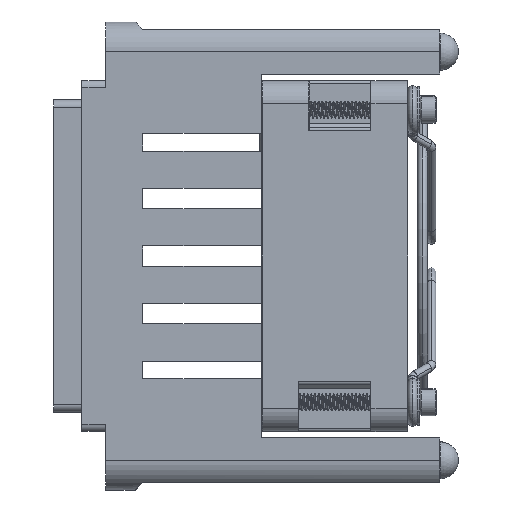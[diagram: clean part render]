
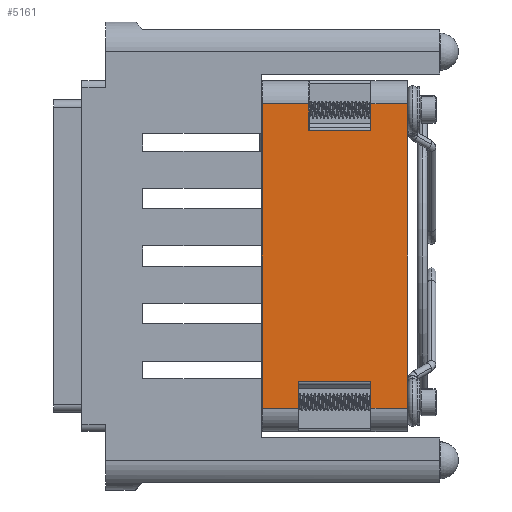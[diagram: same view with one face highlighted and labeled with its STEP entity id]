
A CAD part, left-side view. The second image highlights one B-rep face of the part: STEP entity #5161.
In plain terms, the highlighted planar face has unit normal (-1, 0, 0).
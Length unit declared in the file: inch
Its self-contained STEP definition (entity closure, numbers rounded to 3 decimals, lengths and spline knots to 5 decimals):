
#848 = EDGE_CURVE ( 'NONE', #55617, #8430, #76935, .T. ) ;
#1030 = LINE ( 'NONE', #30550, #22984 ) ;
#1305 = ORIENTED_EDGE ( 'NONE', *, *, #9182, .T. ) ;
#2538 = DIRECTION ( 'NONE',  ( 0., 0., -1. ) ) ;
#3049 = EDGE_CURVE ( 'NONE', #27623, #52073, #1030, .T. ) ;
#3183 = VECTOR ( 'NONE', #5451, 39.37008 ) ;
#3821 = ORIENTED_EDGE ( 'NONE', *, *, #43148, .T. ) ;
#5161 = ADVANCED_FACE ( 'NONE', ( #60275 ), #23459, .F. ) ;
#5451 = DIRECTION ( 'NONE',  ( 0., -1., 0. ) ) ;
#6696 = DIRECTION ( 'NONE',  ( 0., -1., 0. ) ) ;
#8430 = VERTEX_POINT ( 'NONE', #74539 ) ;
#9150 = VECTOR ( 'NONE', #24316, 39.37008 ) ;
#9182 = EDGE_CURVE ( 'NONE', #61015, #89225, #78107, .T. ) ;
#9995 = VECTOR ( 'NONE', #61976, 39.37008 ) ;
#13578 = VERTEX_POINT ( 'NONE', #29740 ) ;
#14337 = CARTESIAN_POINT ( 'NONE',  ( -1.1811, -1.29803, -0.84646 ) ) ;
#15316 = CARTESIAN_POINT ( 'NONE',  ( -1.1811, -1.78622, -0.84646 ) ) ;
#18202 = ORIENTED_EDGE ( 'NONE', *, *, #62033, .F. ) ;
#20296 = VECTOR ( 'NONE', #81083, 39.37008 ) ;
#20441 = EDGE_CURVE ( 'NONE', #47401, #88786, #39789, .T. ) ;
#20625 = VECTOR ( 'NONE', #80807, 39.37008 ) ;
#20767 = LINE ( 'NONE', #21244, #66074 ) ;
#21244 = CARTESIAN_POINT ( 'NONE',  ( -1.1811, -1.05, -1.02362 ) ) ;
#22651 = ORIENTED_EDGE ( 'NONE', *, *, #66425, .T. ) ;
#22984 = VECTOR ( 'NONE', #60114, 39.37008 ) ;
#23459 = PLANE ( 'NONE',  #85805 ) ;
#24316 = DIRECTION ( 'NONE',  ( 0., 0., -1. ) ) ;
#27524 = VERTEX_POINT ( 'NONE', #67420 ) ;
#27623 = VERTEX_POINT ( 'NONE', #50855 ) ;
#29740 = CARTESIAN_POINT ( 'NONE',  ( -1.1811, -1.78622, 0.84646 ) ) ;
#30550 = CARTESIAN_POINT ( 'NONE',  ( -1.1811, -1.29803, -1.02362 ) ) ;
#31032 = VECTOR ( 'NONE', #2538, 39.37008 ) ;
#35000 = DIRECTION ( 'NONE',  ( 0., 0., -1. ) ) ;
#35859 = EDGE_LOOP ( 'NONE', ( #53765, #60051, #22651, #18202, #1305, #59930, #41672, #3821, #82863, #84017, #37134, #37748 ) ) ;
#36510 = LINE ( 'NONE', #66085, #92104 ) ;
#37134 = ORIENTED_EDGE ( 'NONE', *, *, #51647, .T. ) ;
#37676 = LINE ( 'NONE', #43064, #20625 ) ;
#37748 = ORIENTED_EDGE ( 'NONE', *, *, #848, .F. ) ;
#39789 = LINE ( 'NONE', #91137, #9150 ) ;
#41545 = EDGE_CURVE ( 'NONE', #55617, #13578, #61153, .T. ) ;
#41661 = EDGE_CURVE ( 'NONE', #89225, #27623, #49025, .T. ) ;
#41672 = ORIENTED_EDGE ( 'NONE', *, *, #3049, .T. ) ;
#43064 = CARTESIAN_POINT ( 'NONE',  ( -1.1811, 0.4347, 0.84646 ) ) ;
#43148 = EDGE_CURVE ( 'NONE', #52073, #47401, #36510, .T. ) ;
#43828 = CARTESIAN_POINT ( 'NONE',  ( -1.1811, -1.05, -1.02362 ) ) ;
#45487 = CARTESIAN_POINT ( 'NONE',  ( -1.1811, -1.3689, 1.02362 ) ) ;
#46494 = CARTESIAN_POINT ( 'NONE',  ( -1.1811, -1.3689, 1.02362 ) ) ;
#47401 = VERTEX_POINT ( 'NONE', #15316 ) ;
#48086 = CARTESIAN_POINT ( 'NONE',  ( -1.1811, -1.05394, -1.02362 ) ) ;
#49025 = LINE ( 'NONE', #55344, #3183 ) ;
#50855 = CARTESIAN_POINT ( 'NONE',  ( -1.1811, -1.29803, -1.02362 ) ) ;
#51647 = EDGE_CURVE ( 'NONE', #54378, #8430, #81034, .T. ) ;
#52073 = VERTEX_POINT ( 'NONE', #14337 ) ;
#52480 = DIRECTION ( 'NONE',  ( 0., -1., 0. ) ) ;
#53765 = ORIENTED_EDGE ( 'NONE', *, *, #41545, .T. ) ;
#54378 = VERTEX_POINT ( 'NONE', #72438 ) ;
#55344 = CARTESIAN_POINT ( 'NONE',  ( -1.1811, -1.05, -1.02362 ) ) ;
#55617 = VERTEX_POINT ( 'NONE', #82996 ) ;
#57610 = VECTOR ( 'NONE', #35000, 39.37008 ) ;
#58218 = EDGE_CURVE ( 'NONE', #27524, #13578, #37676, .T. ) ;
#59930 = ORIENTED_EDGE ( 'NONE', *, *, #41661, .T. ) ;
#60051 = ORIENTED_EDGE ( 'NONE', *, *, #58218, .F. ) ;
#60114 = DIRECTION ( 'NONE',  ( 0., 0., 1. ) ) ;
#60275 = FACE_OUTER_BOUND ( 'NONE', #35859, .T. ) ;
#60385 = CARTESIAN_POINT ( 'NONE',  ( -1.1811, -1.05394, -1.02362 ) ) ;
#61015 = VERTEX_POINT ( 'NONE', #82957 ) ;
#61153 = LINE ( 'NONE', #81163, #31032 ) ;
#61976 = DIRECTION ( 'NONE',  ( 0., 0., 1. ) ) ;
#62033 = EDGE_CURVE ( 'NONE', #61015, #76127, #82024, .T. ) ;
#62409 = DIRECTION ( 'NONE',  ( 0., -1., 0. ) ) ;
#66074 = VECTOR ( 'NONE', #6696, 39.37008 ) ;
#66085 = CARTESIAN_POINT ( 'NONE',  ( -1.1811, 0.4347, -0.84646 ) ) ;
#66425 = EDGE_CURVE ( 'NONE', #27524, #76127, #84721, .T. ) ;
#66581 = CARTESIAN_POINT ( 'NONE',  ( -1.1811, -1.05, 1.02362 ) ) ;
#67420 = CARTESIAN_POINT ( 'NONE',  ( -1.1811, -1.3689, 0.84646 ) ) ;
#72417 = CARTESIAN_POINT ( 'NONE',  ( -1.1811, -1.78622, -1.02362 ) ) ;
#72438 = CARTESIAN_POINT ( 'NONE',  ( -1.1811, -2.03031, -1.02362 ) ) ;
#74259 = DIRECTION ( 'NONE',  ( 0., 0., 1. ) ) ;
#74539 = CARTESIAN_POINT ( 'NONE',  ( -1.1811, -2.03031, 1.02362 ) ) ;
#76127 = VERTEX_POINT ( 'NONE', #45487 ) ;
#76935 = LINE ( 'NONE', #84671, #83246 ) ;
#78107 = LINE ( 'NONE', #48086, #57610 ) ;
#78132 = VECTOR ( 'NONE', #74259, 39.37008 ) ;
#80807 = DIRECTION ( 'NONE',  ( 0., -1., 0. ) ) ;
#81034 = LINE ( 'NONE', #81514, #78132 ) ;
#81083 = DIRECTION ( 'NONE',  ( 0., -1., 0. ) ) ;
#81163 = CARTESIAN_POINT ( 'NONE',  ( -1.1811, -1.78622, -1.02362 ) ) ;
#81514 = CARTESIAN_POINT ( 'NONE',  ( -1.1811, -2.03031, -1.02362 ) ) ;
#82024 = LINE ( 'NONE', #66581, #20296 ) ;
#82863 = ORIENTED_EDGE ( 'NONE', *, *, #20441, .T. ) ;
#82957 = CARTESIAN_POINT ( 'NONE',  ( -1.1811, -1.05394, 1.02362 ) ) ;
#82996 = CARTESIAN_POINT ( 'NONE',  ( -1.1811, -1.78622, 1.02362 ) ) ;
#83246 = VECTOR ( 'NONE', #62409, 39.37008 ) ;
#83456 = EDGE_CURVE ( 'NONE', #88786, #54378, #20767, .T. ) ;
#84017 = ORIENTED_EDGE ( 'NONE', *, *, #83456, .T. ) ;
#84671 = CARTESIAN_POINT ( 'NONE',  ( -1.1811, -1.05, 1.02362 ) ) ;
#84721 = LINE ( 'NONE', #46494, #9995 ) ;
#85805 = AXIS2_PLACEMENT_3D ( 'NONE', #43828, #88371, #89324 ) ;
#88371 = DIRECTION ( 'NONE',  ( 1., 0., 0. ) ) ;
#88786 = VERTEX_POINT ( 'NONE', #72417 ) ;
#89225 = VERTEX_POINT ( 'NONE', #60385 ) ;
#89324 = DIRECTION ( 'NONE',  ( 0., 0., -1. ) ) ;
#91137 = CARTESIAN_POINT ( 'NONE',  ( -1.1811, -1.78622, -1.02362 ) ) ;
#92104 = VECTOR ( 'NONE', #52480, 39.37008 ) ;
